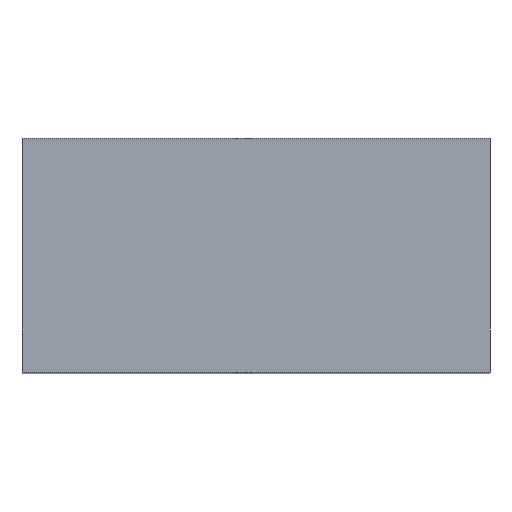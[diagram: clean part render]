
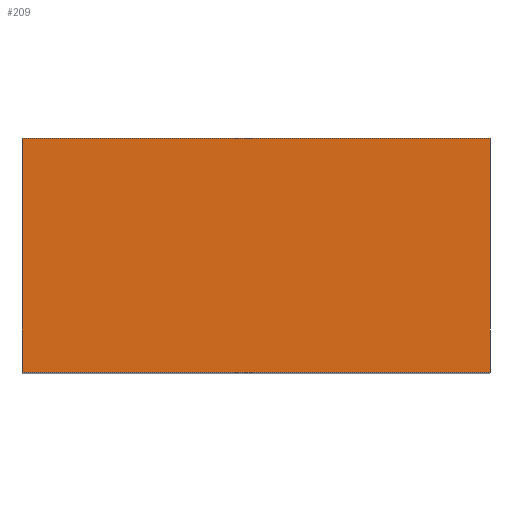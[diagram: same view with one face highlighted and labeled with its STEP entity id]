
A CAD part, top view. The second image highlights one B-rep face of the part: STEP entity #209.
In plain terms, the highlighted planar face has unit normal (0, 0, 1).
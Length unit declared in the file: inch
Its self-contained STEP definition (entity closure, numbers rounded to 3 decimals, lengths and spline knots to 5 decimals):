
#29 = ORIENTED_EDGE ( 'NONE', *, *, #195, .F. ) ;
#31 = ORIENTED_EDGE ( 'NONE', *, *, #197, .F. ) ;
#32 = ORIENTED_EDGE ( 'NONE', *, *, #194, .T. ) ;
#49 = DIRECTION ( 'NONE',  ( -1., 0., 0. ) ) ;
#50 = DIRECTION ( 'NONE',  ( 0., 0., -1. ) ) ;
#51 = CARTESIAN_POINT ( 'NONE',  ( 0.25, 0.125, 0. ) ) ;
#52 = PLANE ( 'NONE',  #187 ) ;
#59 = DIRECTION ( 'NONE',  ( 1., 0., 0. ) ) ;
#60 = CARTESIAN_POINT ( 'NONE',  ( 0.25, 0., 0. ) ) ;
#61 = LINE ( 'NONE', #60, #176 ) ;
#80 = DIRECTION ( 'NONE',  ( 1., 0., 0. ) ) ;
#81 = CARTESIAN_POINT ( 'NONE',  ( 0.25, 0.125, 0. ) ) ;
#82 = LINE ( 'NONE', #81, #169 ) ;
#86 = DIRECTION ( 'NONE',  ( 0., -1., 0. ) ) ;
#87 = CARTESIAN_POINT ( 'NONE',  ( 0.25, 0.125, 0. ) ) ;
#88 = LINE ( 'NONE', #87, #171 ) ;
#89 = DIRECTION ( 'NONE',  ( 0., -1., 0. ) ) ;
#90 = CARTESIAN_POINT ( 'NONE',  ( 0., 0.125, 0. ) ) ;
#91 = LINE ( 'NONE', #90, #173 ) ;
#123 = CARTESIAN_POINT ( 'NONE',  ( 0.25, 0.125, 0. ) ) ;
#124 = CARTESIAN_POINT ( 'NONE',  ( 0.25, 0., 0. ) ) ;
#125 = CARTESIAN_POINT ( 'NONE',  ( 0., 0.125, 0. ) ) ;
#126 = CARTESIAN_POINT ( 'NONE',  ( 0., 0., 0. ) ) ;
#144 = ORIENTED_EDGE ( 'NONE', *, *, #206, .T. ) ;
#145 = VERTEX_POINT ( 'NONE', #126 ) ;
#146 = VERTEX_POINT ( 'NONE', #125 ) ;
#147 = VERTEX_POINT ( 'NONE', #124 ) ;
#148 = VERTEX_POINT ( 'NONE', #123 ) ;
#156 = EDGE_LOOP ( 'NONE', ( #144, #29, #31, #32 ) ) ;
#162 = FACE_OUTER_BOUND ( 'NONE', #156, .T. ) ;
#169 = VECTOR ( 'NONE', #80, 39.37008 ) ;
#171 = VECTOR ( 'NONE', #86, 39.37008 ) ;
#173 = VECTOR ( 'NONE', #89, 39.37008 ) ;
#176 = VECTOR ( 'NONE', #59, 39.37008 ) ;
#187 = AXIS2_PLACEMENT_3D ( 'NONE', #51, #50, #49 ) ;
#194 = EDGE_CURVE ( 'NONE', #146, #145, #91, .T. ) ;
#195 = EDGE_CURVE ( 'NONE', #148, #147, #88, .T. ) ;
#197 = EDGE_CURVE ( 'NONE', #146, #148, #82, .T. ) ;
#206 = EDGE_CURVE ( 'NONE', #145, #147, #61, .T. ) ;
#209 = ADVANCED_FACE ( 'NONE', ( #162 ), #52, .F. ) ;
